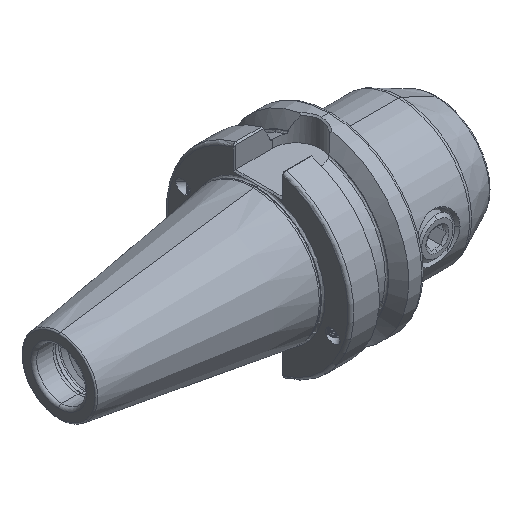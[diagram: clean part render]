
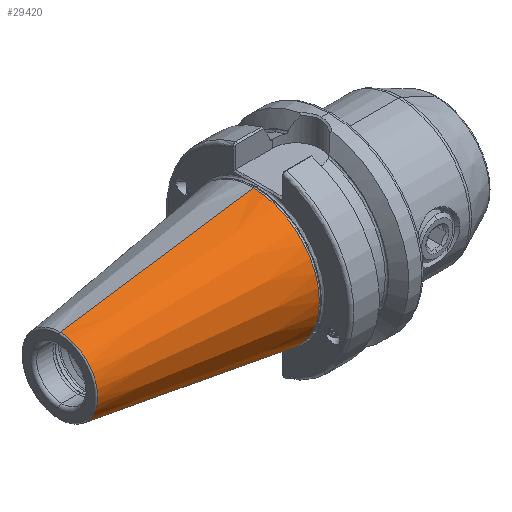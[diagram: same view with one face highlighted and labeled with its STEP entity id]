
A CAD part, isometric view. The second image highlights one B-rep face of the part: STEP entity #29420.
In plain terms, the highlighted conical face has half-angle 8.297 degrees and reference radius 22.298 mm.
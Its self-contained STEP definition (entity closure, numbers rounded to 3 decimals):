
#7496 = CIRCLE ( 'NONE', #29651, 12.75 ) ;
#7502 = CIRCLE ( 'NONE', #29644, 22.298 ) ;
#7790 = LINE ( 'NONE', #17014, #7807 ) ;
#7791 = VECTOR ( 'NONE', #15336, 1000. ) ;
#7807 = VECTOR ( 'NONE', #17021, 1000. ) ;
#7824 = LINE ( 'NONE', #15334, #7791 ) ;
#10162 = DIRECTION ( 'NONE',  ( 0., 0., -1. ) ) ;
#10200 = DIRECTION ( 'NONE',  ( 1., 0., 0. ) ) ;
#10217 = CARTESIAN_POINT ( 'NONE',  ( -1.5, 0., 0. ) ) ;
#13568 = FACE_OUTER_BOUND ( 'NONE', #28910, .T. ) ;
#13575 = CONICAL_SURFACE ( 'NONE', #29544, 22.298, 0.145 ) ;
#15334 = CARTESIAN_POINT ( 'NONE',  ( -1.5, 0., -22.298 ) ) ;
#15336 = DIRECTION ( 'NONE',  ( 0.99, 0., -0.144 ) ) ;
#17014 = CARTESIAN_POINT ( 'NONE',  ( -1.5, 0., 22.298 ) ) ;
#17021 = DIRECTION ( 'NONE',  ( 0.99, 0., 0.144 ) ) ;
#17731 = CARTESIAN_POINT ( 'NONE',  ( -66.972, 0., 0. ) ) ;
#17733 = DIRECTION ( 'NONE',  ( 0., 0., -1. ) ) ;
#17783 = DIRECTION ( 'NONE',  ( 1., 0., 0. ) ) ;
#18074 = EDGE_CURVE ( 'NONE', #26014, #25973, #7502, .T. ) ;
#18116 = EDGE_CURVE ( 'NONE', #25986, #25918, #7496, .T. ) ;
#19937 = CARTESIAN_POINT ( 'NONE',  ( -1.5, 0., 0. ) ) ;
#19939 = DIRECTION ( 'NONE',  ( 1., 0., 0. ) ) ;
#19941 = DIRECTION ( 'NONE',  ( 0., 0., -1. ) ) ;
#25334 = ORIENTED_EDGE ( 'NONE', *, *, #18116, .T. ) ;
#25355 = ORIENTED_EDGE ( 'NONE', *, *, #29105, .F. ) ;
#25368 = ORIENTED_EDGE ( 'NONE', *, *, #29098, .T. ) ;
#25372 = ORIENTED_EDGE ( 'NONE', *, *, #18074, .F. ) ;
#25918 = VERTEX_POINT ( 'NONE', #27095 ) ;
#25973 = VERTEX_POINT ( 'NONE', #27144 ) ;
#25986 = VERTEX_POINT ( 'NONE', #27166 ) ;
#26014 = VERTEX_POINT ( 'NONE', #27224 ) ;
#27095 = CARTESIAN_POINT ( 'NONE',  ( -66.972, 0., -12.75 ) ) ;
#27144 = CARTESIAN_POINT ( 'NONE',  ( -1.5, 0., -22.298 ) ) ;
#27166 = CARTESIAN_POINT ( 'NONE',  ( -66.972, 0., 12.75 ) ) ;
#27224 = CARTESIAN_POINT ( 'NONE',  ( -1.5, 0., 22.298 ) ) ;
#28910 = EDGE_LOOP ( 'NONE', ( #25355, #25334, #25368, #25372 ) ) ;
#29098 = EDGE_CURVE ( 'NONE', #25918, #25973, #7824, .T. ) ;
#29105 = EDGE_CURVE ( 'NONE', #25986, #26014, #7790, .T. ) ;
#29420 = ADVANCED_FACE ( 'NONE', ( #13568 ), #13575, .T. ) ;
#29544 = AXIS2_PLACEMENT_3D ( 'NONE', #10217, #10200, #10162 ) ;
#29644 = AXIS2_PLACEMENT_3D ( 'NONE', #19937, #19939, #19941 ) ;
#29651 = AXIS2_PLACEMENT_3D ( 'NONE', #17731, #17783, #17733 ) ;
